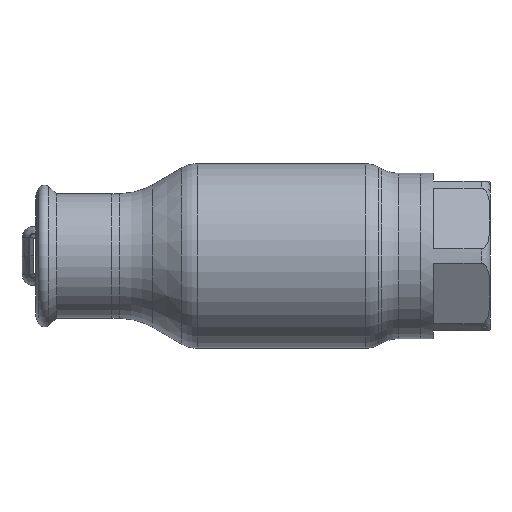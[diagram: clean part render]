
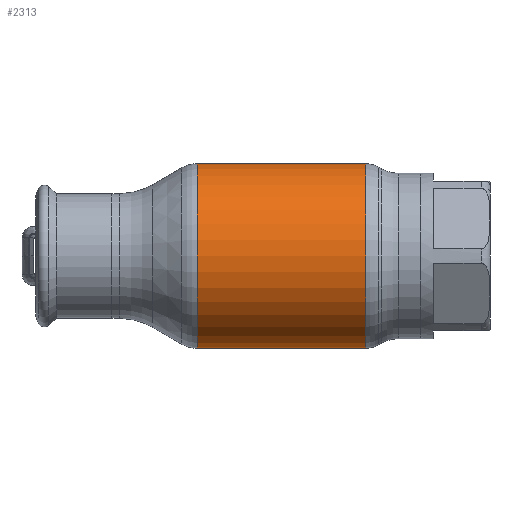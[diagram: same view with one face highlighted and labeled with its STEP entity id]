
A CAD part, front view. The second image highlights one B-rep face of the part: STEP entity #2313.
In plain terms, the highlighted cylindrical face has radius 42.5 mm (diameter 85 mm), a partial arc.
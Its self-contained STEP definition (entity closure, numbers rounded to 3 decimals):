
#1820 = FACE_OUTER_BOUND ( 'NONE', #25844, .T. ) ;
#2313 = ADVANCED_FACE ( 'NONE', ( #1820 ), #18078, .T. ) ;
#3202 = CARTESIAN_POINT ( 'NONE',  ( -38.749, 0., 42.5 ) ) ;
#3726 = DIRECTION ( 'NONE',  ( -1., 0., 0. ) ) ;
#7233 = EDGE_CURVE ( 'NONE', #41868, #52650, #59876, .T. ) ;
#7604 = DIRECTION ( 'NONE',  ( 0., 0., 1. ) ) ;
#8162 = VERTEX_POINT ( 'NONE', #11784 ) ;
#9088 = VERTEX_POINT ( 'NONE', #38043 ) ;
#11569 = DIRECTION ( 'NONE',  ( -1., 0., 0. ) ) ;
#11784 = CARTESIAN_POINT ( 'NONE',  ( 38.749, 0., -42.5 ) ) ;
#15910 = CARTESIAN_POINT ( 'NONE',  ( -62.69, 0., 0. ) ) ;
#15935 = DIRECTION ( 'NONE',  ( -1., 0., 0. ) ) ;
#16869 = EDGE_CURVE ( 'NONE', #8162, #41868, #33242, .T. ) ;
#18078 = CYLINDRICAL_SURFACE ( 'NONE', #26317, 42.5 ) ;
#18222 = CARTESIAN_POINT ( 'NONE',  ( -38.749, 0., 0. ) ) ;
#18268 = DIRECTION ( 'NONE',  ( -1., 0., 0. ) ) ;
#19075 = ORIENTED_EDGE ( 'NONE', *, *, #16869, .T. ) ;
#21707 = EDGE_CURVE ( 'NONE', #9088, #52650, #56887, .T. ) ;
#25844 = EDGE_LOOP ( 'NONE', ( #59417, #19075, #51433, #26928 ) ) ;
#26317 = AXIS2_PLACEMENT_3D ( 'NONE', #15910, #11569, #7604 ) ;
#26928 = ORIENTED_EDGE ( 'NONE', *, *, #21707, .F. ) ;
#27031 = VECTOR ( 'NONE', #18268, 1000. ) ;
#30703 = CARTESIAN_POINT ( 'NONE',  ( 38.749, 0., 0. ) ) ;
#32942 = EDGE_CURVE ( 'NONE', #8162, #9088, #39669, .T. ) ;
#33242 = CIRCLE ( 'NONE', #40171, 42.5 ) ;
#38043 = CARTESIAN_POINT ( 'NONE',  ( -38.749, 0., -42.5 ) ) ;
#39669 = LINE ( 'NONE', #50942, #27031 ) ;
#40171 = AXIS2_PLACEMENT_3D ( 'NONE', #30703, #15935, #40268 ) ;
#40268 = DIRECTION ( 'NONE',  ( 0., 0., 1. ) ) ;
#40803 = CARTESIAN_POINT ( 'NONE',  ( -62.69, 0., 42.5 ) ) ;
#41868 = VERTEX_POINT ( 'NONE', #56128 ) ;
#48717 = VECTOR ( 'NONE', #59758, 1000. ) ;
#50942 = CARTESIAN_POINT ( 'NONE',  ( -62.69, 0., -42.5 ) ) ;
#51293 = DIRECTION ( 'NONE',  ( 0., 0., 1. ) ) ;
#51433 = ORIENTED_EDGE ( 'NONE', *, *, #7233, .T. ) ;
#52650 = VERTEX_POINT ( 'NONE', #3202 ) ;
#56128 = CARTESIAN_POINT ( 'NONE',  ( 38.749, 0., 42.5 ) ) ;
#56887 = CIRCLE ( 'NONE', #57250, 42.5 ) ;
#57250 = AXIS2_PLACEMENT_3D ( 'NONE', #18222, #3726, #51293 ) ;
#59417 = ORIENTED_EDGE ( 'NONE', *, *, #32942, .F. ) ;
#59758 = DIRECTION ( 'NONE',  ( -1., 0., 0. ) ) ;
#59876 = LINE ( 'NONE', #40803, #48717 ) ;
